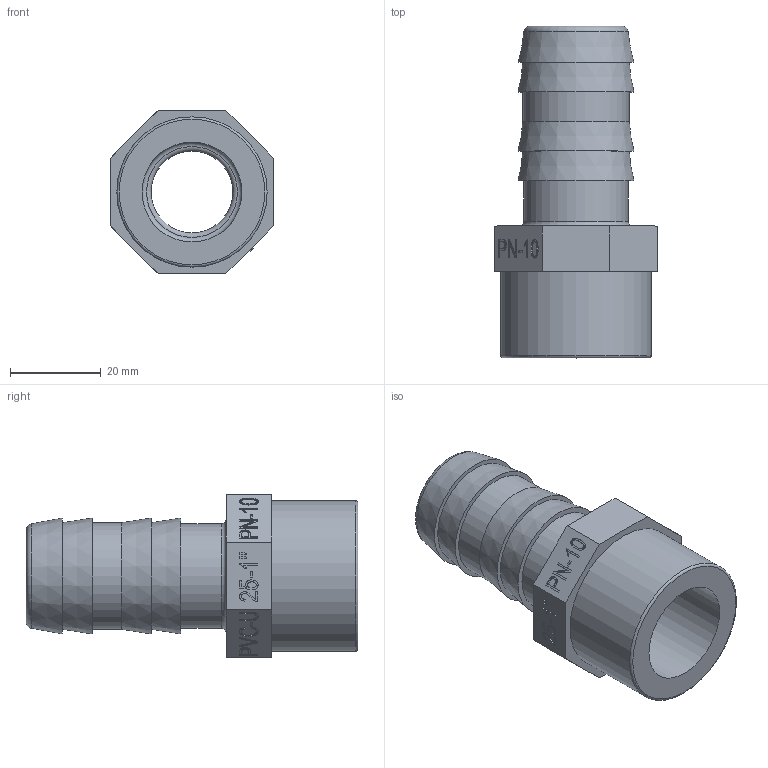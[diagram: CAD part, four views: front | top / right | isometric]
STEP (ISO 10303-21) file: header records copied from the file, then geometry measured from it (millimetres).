
FILE_DESCRIPTION( ( 'Unknown' ), '1' );
FILE_NAME( 'Espiga ø 25-1''''_Rev.1.stp', 'Unknown', ( 'Unknown' ), ( 'Unknown' ), 'PSStep 16.0.42', 'Unknown', ' ' );
FILE_SCHEMA( ( 'AUTOMOTIVE_DESIGN { 1 0 10303 214 1 1 1 1 }' ) );
Length unit declared in the file: millimetre
Products named in the file (1): 1
Bounding box: 36 x 73 x 36 mm (x, y, z)
Volume: 25199.8 mm3; surface area: 12828.9 mm2
Topology: 1 solids, 1 shells, 235 faces, 607 edges, 404 vertices
Faces by surface type: plane 151, extrusion 56, cylinder 19, torus 5, cone 4
Full cylindrical faces by diameter (mm): 5.76 x1, 6 x1, 18 x1, 22 x1, 23 x1, 23.441 x1, 33.07 x1
Entity records: 9384 total; most frequent: CARTESIAN_POINT 2000, ORIENTED_EDGE 1172, DIRECTION 939, EDGE_CURVE 586, VECTOR 481, LINE 425, VERTEX_POINT 399, EDGE_LOOP 283
